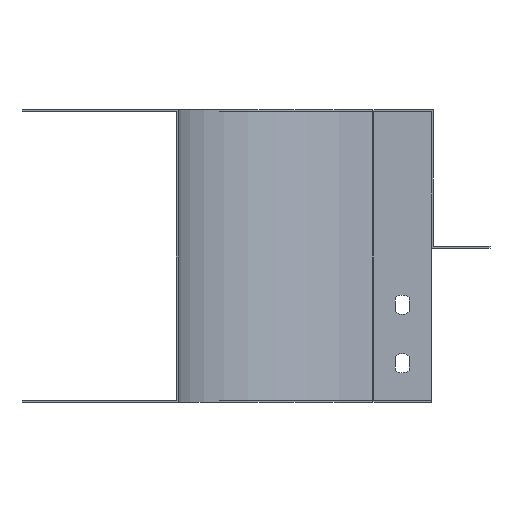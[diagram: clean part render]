
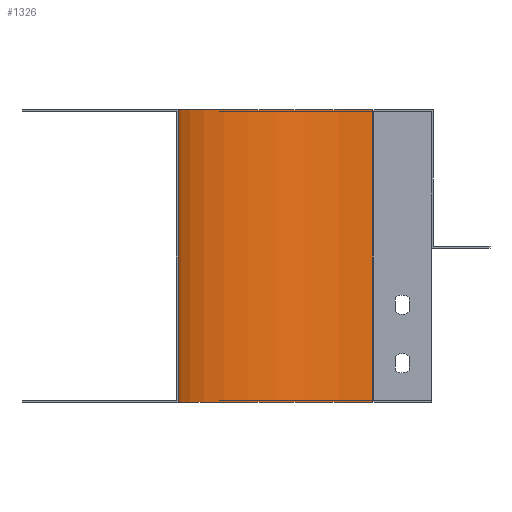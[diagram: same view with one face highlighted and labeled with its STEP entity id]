
A CAD part, left-side view. The second image highlights one B-rep face of the part: STEP entity #1326.
In plain terms, the highlighted cylindrical face has radius 100 mm (diameter 200 mm), a partial arc.
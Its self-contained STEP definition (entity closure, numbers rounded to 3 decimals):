
#20 = AXIS2_PLACEMENT_3D ( 'NONE', #585, #584, #577 ) ;
#94 = AXIS2_PLACEMENT_3D ( 'NONE', #2447, #2448, #2449 ) ;
#96 = AXIS2_PLACEMENT_3D ( 'NONE', #2442, #2443, #2444 ) ;
#416 = EDGE_CURVE ( 'NONE', #2166, #2160, #1864, .T. ) ;
#464 = EDGE_CURVE ( 'NONE', #2160, #2121, #1948, .T. ) ;
#465 = EDGE_CURVE ( 'NONE', #2119, #2121, #1950, .T. ) ;
#466 = EDGE_CURVE ( 'NONE', #2166, #2119, #1951, .T. ) ;
#577 = DIRECTION ( 'NONE',  ( -1., 0., 0. ) ) ;
#584 = DIRECTION ( 'NONE',  ( 0., 0., -1. ) ) ;
#585 = CARTESIAN_POINT ( 'NONE',  ( -100., 30., 1. ) ) ;
#713 = CARTESIAN_POINT ( 'NONE',  ( 0., 30., 1. ) ) ;
#715 = CARTESIAN_POINT ( 'NONE',  ( 0., 30., -149. ) ) ;
#752 = CARTESIAN_POINT ( 'NONE',  ( -100., 130., -149. ) ) ;
#758 = CARTESIAN_POINT ( 'NONE',  ( -100., 130., 1. ) ) ;
#848 = DIRECTION ( 'NONE',  ( 0., 0., -1. ) ) ;
#850 = CARTESIAN_POINT ( 'NONE',  ( -100., 130., 1. ) ) ;
#1140 = EDGE_LOOP ( 'NONE', ( #2715, #2714, #2713, #2712 ) ) ;
#1326 = ADVANCED_FACE ( 'NONE', ( #1446 ), #1450, .F. ) ;
#1446 = FACE_OUTER_BOUND ( 'NONE', #1140, .T. ) ;
#1450 = CYLINDRICAL_SURFACE ( 'NONE', #20, 100. ) ;
#1864 = LINE ( 'NONE', #850, #1867 ) ;
#1867 = VECTOR ( 'NONE', #848, 1000. ) ;
#1948 = CIRCLE ( 'NONE', #96, 100. ) ;
#1950 = LINE ( 'NONE', #2433, #1952 ) ;
#1951 = CIRCLE ( 'NONE', #94, 100. ) ;
#1952 = VECTOR ( 'NONE', #2427, 1000. ) ;
#2119 = VERTEX_POINT ( 'NONE', #713 ) ;
#2121 = VERTEX_POINT ( 'NONE', #715 ) ;
#2160 = VERTEX_POINT ( 'NONE', #752 ) ;
#2166 = VERTEX_POINT ( 'NONE', #758 ) ;
#2427 = DIRECTION ( 'NONE',  ( 0., 0., -1. ) ) ;
#2433 = CARTESIAN_POINT ( 'NONE',  ( 0., 30., 1. ) ) ;
#2442 = CARTESIAN_POINT ( 'NONE',  ( -100., 30., -149. ) ) ;
#2443 = DIRECTION ( 'NONE',  ( 0., 0., -1. ) ) ;
#2444 = DIRECTION ( 'NONE',  ( -1., 0., 0. ) ) ;
#2447 = CARTESIAN_POINT ( 'NONE',  ( -100., 30., 1. ) ) ;
#2448 = DIRECTION ( 'NONE',  ( 0., 0., -1. ) ) ;
#2449 = DIRECTION ( 'NONE',  ( -1., 0., 0. ) ) ;
#2712 = ORIENTED_EDGE ( 'NONE', *, *, #466, .F. ) ;
#2713 = ORIENTED_EDGE ( 'NONE', *, *, #465, .F. ) ;
#2714 = ORIENTED_EDGE ( 'NONE', *, *, #464, .T. ) ;
#2715 = ORIENTED_EDGE ( 'NONE', *, *, #416, .T. ) ;
